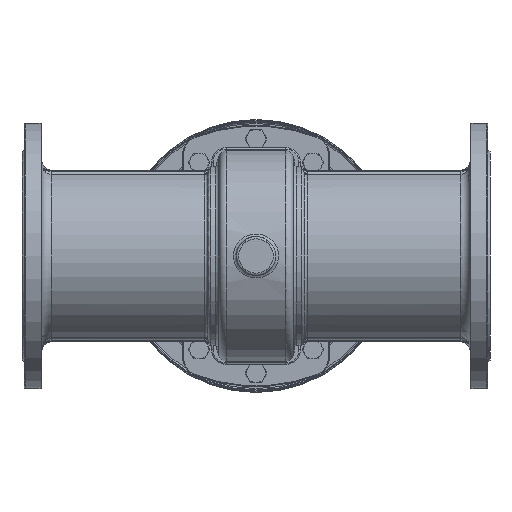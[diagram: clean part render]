
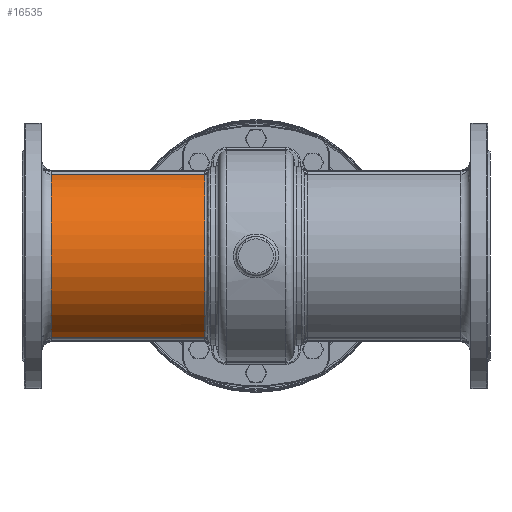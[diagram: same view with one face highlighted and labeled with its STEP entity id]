
A CAD part, front view. The second image highlights one B-rep face of the part: STEP entity #16535.
In plain terms, the highlighted cylindrical face has radius 110 mm (diameter 220 mm), a partial arc.
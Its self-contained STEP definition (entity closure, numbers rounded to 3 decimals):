
#440 = VECTOR ( 'NONE', #60197, 1000. ) ;
#1408 = VERTEX_POINT ( 'NONE', #79183 ) ;
#3838 = ORIENTED_EDGE ( 'NONE', *, *, #110410, .T. ) ;
#4190 = VERTEX_POINT ( 'NONE', #87355 ) ;
#6000 = EDGE_CURVE ( 'NONE', #104721, #94202, #65775, .T. ) ;
#7116 = CARTESIAN_POINT ( 'NONE',  ( -65.433, -33.399, -104.807 ) ) ;
#8547 = CARTESIAN_POINT ( 'NONE',  ( -32.009, -33.3, -104.838 ) ) ;
#9690 = EDGE_CURVE ( 'NONE', #30115, #96419, #52470, .T. ) ;
#10644 = EDGE_CURVE ( 'NONE', #1408, #30115, #86016, .T. ) ;
#11744 = ORIENTED_EDGE ( 'NONE', *, *, #9690, .T. ) ;
#11774 = CARTESIAN_POINT ( 'NONE',  ( -32.009, -33.3, 104.838 ) ) ;
#11903 = CARTESIAN_POINT ( 'NONE',  ( -262.5, 0., 0. ) ) ;
#16163 = CARTESIAN_POINT ( 'NONE',  ( -65.416, -33.604, -104.741 ) ) ;
#16535 = ADVANCED_FACE ( 'NONE', ( #19200 ), #35001, .T. ) ;
#19200 = FACE_OUTER_BOUND ( 'NONE', #123708, .T. ) ;
#23897 = CARTESIAN_POINT ( 'NONE',  ( -65.469, -33.3, 104.838 ) ) ;
#26519 = CARTESIAN_POINT ( 'NONE',  ( -65.416, -33.604, -104.741 ) ) ;
#26890 = AXIS2_PLACEMENT_3D ( 'NONE', #11903, #90354, #31757 ) ;
#28971 = AXIS2_PLACEMENT_3D ( 'NONE', #107831, #48864, #68724 ) ;
#30115 = VERTEX_POINT ( 'NONE', #73826 ) ;
#31757 = DIRECTION ( 'NONE',  ( 0., 0., 1. ) ) ;
#34606 = EDGE_CURVE ( 'NONE', #96419, #104721, #51999, .T. ) ;
#35001 = CYLINDRICAL_SURFACE ( 'NONE', #28971, 110. ) ;
#35907 = LINE ( 'NONE', #11774, #440 ) ;
#35985 = ORIENTED_EDGE ( 'NONE', *, *, #10644, .T. ) ;
#36884 = CARTESIAN_POINT ( 'NONE',  ( -65.469, -33.3, -104.838 ) ) ;
#41617 = CARTESIAN_POINT ( 'NONE',  ( -65.416, -33.604, 104.741 ) ) ;
#47632 = EDGE_CURVE ( 'NONE', #4190, #1408, #35907, .T. ) ;
#48864 = DIRECTION ( 'NONE',  ( -1., 0., 0. ) ) ;
#51999 = B_SPLINE_CURVE_WITH_KNOTS ( 'NONE', 3,
 ( #36884, #7116, #96751, #16163 ),
 .UNSPECIFIED., .F., .F.,
 ( 4, 4 ),
 ( 0., 0. ),
 .UNSPECIFIED. ) ;
#52470 = LINE ( 'NONE', #8547, #95527 ) ;
#52846 = CARTESIAN_POINT ( 'NONE',  ( -65.416, -33.5, 104.775 ) ) ;
#56077 = DIRECTION ( 'NONE',  ( 1., 0., 0. ) ) ;
#60197 = DIRECTION ( 'NONE',  ( -1., 0., 0. ) ) ;
#64906 = B_SPLINE_CURVE_WITH_KNOTS ( 'NONE', 3,
 ( #41617, #52846, #82973, #23897 ),
 .UNSPECIFIED., .F., .F.,
 ( 4, 4 ),
 ( 0., 0. ),
 .UNSPECIFIED. ) ;
#65775 = CIRCLE ( 'NONE', #77737, 110. ) ;
#68724 = DIRECTION ( 'NONE',  ( 0., 0., 1. ) ) ;
#73826 = CARTESIAN_POINT ( 'NONE',  ( -262.5, -33.3, -104.838 ) ) ;
#77737 = AXIS2_PLACEMENT_3D ( 'NONE', #97940, #77779, #116448 ) ;
#77779 = DIRECTION ( 'NONE',  ( -1., 0., 0. ) ) ;
#79183 = CARTESIAN_POINT ( 'NONE',  ( -262.5, -33.3, 104.838 ) ) ;
#82973 = CARTESIAN_POINT ( 'NONE',  ( -65.433, -33.399, 104.807 ) ) ;
#86016 = CIRCLE ( 'NONE', #26890, 110. ) ;
#87355 = CARTESIAN_POINT ( 'NONE',  ( -65.469, -33.3, 104.838 ) ) ;
#90354 = DIRECTION ( 'NONE',  ( 1., 0., 0. ) ) ;
#94202 = VERTEX_POINT ( 'NONE', #127641 ) ;
#95527 = VECTOR ( 'NONE', #56077, 1000. ) ;
#96419 = VERTEX_POINT ( 'NONE', #104528 ) ;
#96751 = CARTESIAN_POINT ( 'NONE',  ( -65.416, -33.5, -104.775 ) ) ;
#97940 = CARTESIAN_POINT ( 'NONE',  ( -65.416, 0., 0. ) ) ;
#104528 = CARTESIAN_POINT ( 'NONE',  ( -65.469, -33.3, -104.838 ) ) ;
#104721 = VERTEX_POINT ( 'NONE', #26519 ) ;
#107831 = CARTESIAN_POINT ( 'NONE',  ( -32.009, 0., 0. ) ) ;
#109606 = ORIENTED_EDGE ( 'NONE', *, *, #34606, .T. ) ;
#110392 = ORIENTED_EDGE ( 'NONE', *, *, #6000, .T. ) ;
#110410 = EDGE_CURVE ( 'NONE', #94202, #4190, #64906, .T. ) ;
#111807 = ORIENTED_EDGE ( 'NONE', *, *, #47632, .T. ) ;
#116448 = DIRECTION ( 'NONE',  ( 0., 0., -1. ) ) ;
#123708 = EDGE_LOOP ( 'NONE', ( #35985, #11744, #109606, #110392, #3838, #111807 ) ) ;
#127641 = CARTESIAN_POINT ( 'NONE',  ( -65.416, -33.604, 104.741 ) ) ;
